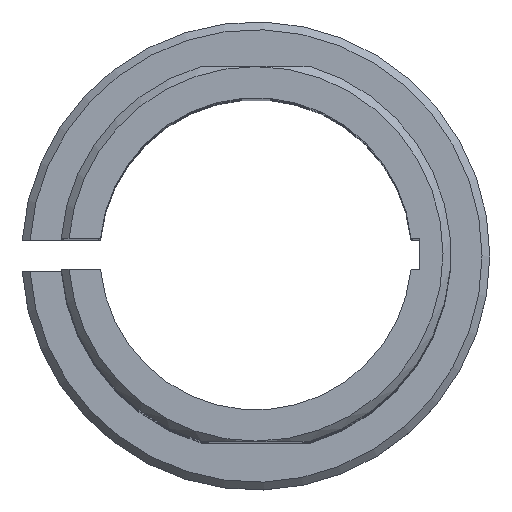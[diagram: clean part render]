
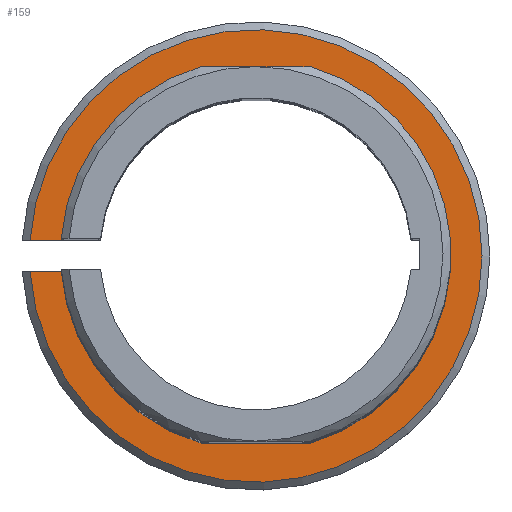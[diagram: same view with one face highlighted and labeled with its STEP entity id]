
A CAD part, top view. The second image highlights one B-rep face of the part: STEP entity #159.
In plain terms, the highlighted planar face has unit normal (0, 0, 1).
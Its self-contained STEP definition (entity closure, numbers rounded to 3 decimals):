
#33=PLANE('',#1295);
#159=ADVANCED_FACE('',(#246),#33,.F.);
#246=FACE_OUTER_BOUND('',#307,.T.);
#307=EDGE_LOOP('',(#676,#677,#678,#679,#680,#681,#682,#683));
#383=LINE('',#2063,#459);
#384=LINE('',#2065,#460);
#385=LINE('',#2066,#461);
#386=LINE('',#2067,#462);
#459=VECTOR('',#1590,1.);
#460=VECTOR('',#1591,1.);
#461=VECTOR('',#1592,1.);
#462=VECTOR('',#1593,1.);
#676=ORIENTED_EDGE('',*,*,#1094,.F.);
#677=ORIENTED_EDGE('',*,*,#1021,.T.);
#678=ORIENTED_EDGE('',*,*,#1095,.F.);
#679=ORIENTED_EDGE('',*,*,#966,.T.);
#680=ORIENTED_EDGE('',*,*,#1096,.F.);
#681=ORIENTED_EDGE('',*,*,#1017,.T.);
#682=ORIENTED_EDGE('',*,*,#1097,.F.);
#683=ORIENTED_EDGE('',*,*,#1098,.T.);
#846=VERTEX_POINT('',#1713);
#847=VERTEX_POINT('',#1715);
#878=VERTEX_POINT('',#1851);
#879=VERTEX_POINT('',#1852);
#880=VERTEX_POINT('',#1857);
#881=VERTEX_POINT('',#1859);
#930=VERTEX_POINT('',#2064);
#931=VERTEX_POINT('',#2068);
#966=EDGE_CURVE('',#847,#846,#1124,.T.);
#1017=EDGE_CURVE('',#878,#879,#1140,.T.);
#1021=EDGE_CURVE('',#881,#880,#1141,.T.);
#1094=EDGE_CURVE('',#881,#930,#383,.T.);
#1095=EDGE_CURVE('',#847,#880,#384,.T.);
#1096=EDGE_CURVE('',#878,#846,#385,.T.);
#1097=EDGE_CURVE('',#931,#879,#386,.T.);
#1098=EDGE_CURVE('',#931,#930,#1166,.T.);
#1124=CIRCLE('',#1210,25.);
#1140=CIRCLE('',#1244,25.);
#1141=CIRCLE('',#1246,25.);
#1166=CIRCLE('',#1294,29.);
#1210=AXIS2_PLACEMENT_3D('',#1714,#1368,#1369);
#1244=AXIS2_PLACEMENT_3D('',#1850,#1459,#1460);
#1246=AXIS2_PLACEMENT_3D('',#1858,#1466,#1467);
#1294=AXIS2_PLACEMENT_3D('',#2069,#1594,#1595);
#1295=AXIS2_PLACEMENT_3D('',#2070,#1596,#1597);
#1368=DIRECTION('',(0.,0.,-1.));
#1369=DIRECTION('',(0.,-1.,0.));
#1459=DIRECTION('',(0.,0.,-1.));
#1460=DIRECTION('',(0.,-1.,0.));
#1466=DIRECTION('',(0.,0.,-1.));
#1467=DIRECTION('',(0.,-1.,0.));
#1590=DIRECTION('',(-1.,0.,0.));
#1591=DIRECTION('',(-1.,0.,0.));
#1592=DIRECTION('',(1.,0.,0.));
#1593=DIRECTION('',(1.,0.,0.));
#1594=DIRECTION('',(0.,0.,1.));
#1595=DIRECTION('',(0.,-1.,0.));
#1596=DIRECTION('',(0.,0.,-1.));
#1597=DIRECTION('',(0.,1.,0.));
#1713=CARTESIAN_POINT('',(7.,-24.,0.));
#1714=CARTESIAN_POINT('',(0.,0.,0.));
#1715=CARTESIAN_POINT('',(7.,24.,0.));
#1850=CARTESIAN_POINT('',(0.,0.,0.));
#1851=CARTESIAN_POINT('',(-7.,-24.,0.));
#1852=CARTESIAN_POINT('',(-24.92,-2.,0.));
#1857=CARTESIAN_POINT('',(-7.,24.,0.));
#1858=CARTESIAN_POINT('',(0.,0.,0.));
#1859=CARTESIAN_POINT('',(-24.92,2.,0.));
#2063=CARTESIAN_POINT('',(25.,2.,0.));
#2064=CARTESIAN_POINT('',(-28.931,2.,0.));
#2065=CARTESIAN_POINT('',(25.,24.,0.));
#2066=CARTESIAN_POINT('',(25.,-24.,0.));
#2067=CARTESIAN_POINT('',(25.,-2.,0.));
#2068=CARTESIAN_POINT('',(-28.931,-2.,0.));
#2069=CARTESIAN_POINT('',(0.,0.,0.));
#2070=CARTESIAN_POINT('',(25.,0.,0.));
